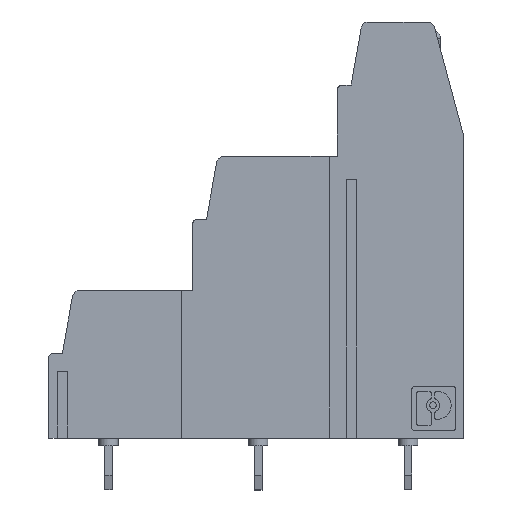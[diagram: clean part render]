
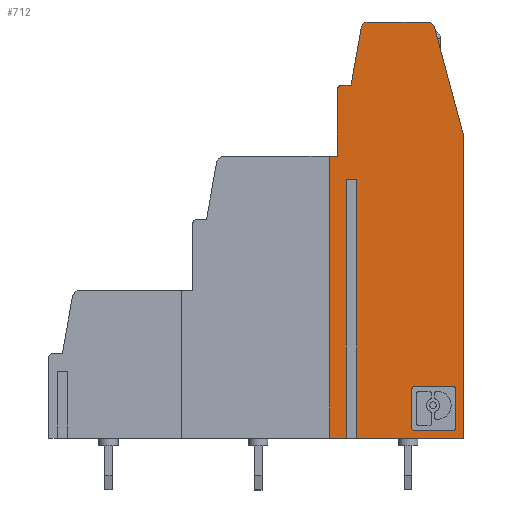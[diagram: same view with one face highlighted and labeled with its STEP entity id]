
A CAD part, top view. The second image highlights one B-rep face of the part: STEP entity #712.
In plain terms, the highlighted planar face has unit normal (0, 0, 1).
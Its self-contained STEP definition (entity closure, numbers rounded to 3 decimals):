
#712=ADVANCED_FACE('',(#1603,#1604),#1605,.T.);
#1603=FACE_OUTER_BOUND('',#2653,.T.);
#1604=FACE_BOUND('',#2654,.T.);
#1605=PLANE('',#2655);
#2653=EDGE_LOOP('',(#4772,#4773,#4774,#4775,#4776,#4777,#4778,#4779,#4780,#4781,#4782,#4783,#4784,#4785,#4786,#4787));
#2654=EDGE_LOOP('',(#4788,#4789,#4790,#4791,#4792,#4793,#4794,#4795));
#2655=AXIS2_PLACEMENT_3D('',#4796,#4797,#4798);
#4772=ORIENTED_EDGE('',*,*,#6951,.F.);
#4773=ORIENTED_EDGE('',*,*,#7054,.F.);
#4774=ORIENTED_EDGE('',*,*,#6272,.F.);
#4775=ORIENTED_EDGE('',*,*,#7055,.F.);
#4776=ORIENTED_EDGE('',*,*,#7056,.T.);
#4777=ORIENTED_EDGE('',*,*,#6523,.F.);
#4778=ORIENTED_EDGE('',*,*,#6264,.F.);
#4779=ORIENTED_EDGE('',*,*,#7057,.F.);
#4780=ORIENTED_EDGE('',*,*,#6584,.T.);
#4781=ORIENTED_EDGE('',*,*,#7058,.T.);
#4782=ORIENTED_EDGE('',*,*,#7059,.F.);
#4783=ORIENTED_EDGE('',*,*,#6848,.T.);
#4784=ORIENTED_EDGE('',*,*,#6430,.F.);
#4785=ORIENTED_EDGE('',*,*,#6867,.F.);
#4786=ORIENTED_EDGE('',*,*,#6907,.T.);
#4787=ORIENTED_EDGE('',*,*,#7060,.T.);
#4788=ORIENTED_EDGE('',*,*,#7061,.F.);
#4789=ORIENTED_EDGE('',*,*,#6740,.F.);
#4790=ORIENTED_EDGE('',*,*,#7062,.F.);
#4791=ORIENTED_EDGE('',*,*,#6970,.F.);
#4792=ORIENTED_EDGE('',*,*,#7063,.F.);
#4793=ORIENTED_EDGE('',*,*,#6444,.F.);
#4794=ORIENTED_EDGE('',*,*,#7064,.F.);
#4795=ORIENTED_EDGE('',*,*,#7065,.F.);
#4796=CARTESIAN_POINT('',(106.814,-62.492,-0.57));
#4797=DIRECTION('',(0.0,0.0,1.0));
#4798=DIRECTION('',(1.0,0.0,0.0));
#6264=EDGE_CURVE('',#7502,#7505,#7506,.T.);
#6272=EDGE_CURVE('',#7519,#7521,#7522,.T.);
#6430=EDGE_CURVE('',#7806,#7801,#7808,.T.);
#6444=EDGE_CURVE('',#7830,#7825,#7832,.T.);
#6523=EDGE_CURVE('',#7505,#7958,#7959,.T.);
#6584=EDGE_CURVE('',#8059,#8060,#8061,.T.);
#6740=EDGE_CURVE('',#8295,#8293,#8297,.T.);
#6848=EDGE_CURVE('',#8459,#7801,#8460,.T.);
#6867=EDGE_CURVE('',#8488,#7806,#8489,.T.);
#6907=EDGE_CURVE('',#8488,#8544,#8545,.T.);
#6951=EDGE_CURVE('',#8611,#8613,#8614,.T.);
#6970=EDGE_CURVE('',#8639,#8637,#8641,.T.);
#7054=EDGE_CURVE('',#7521,#8611,#8746,.T.);
#7055=EDGE_CURVE('',#8747,#7519,#8748,.T.);
#7056=EDGE_CURVE('',#8747,#7958,#8749,.T.);
#7057=EDGE_CURVE('',#8059,#7502,#8750,.T.);
#7058=EDGE_CURVE('',#8060,#8751,#8752,.T.);
#7059=EDGE_CURVE('',#8459,#8751,#8753,.T.);
#7060=EDGE_CURVE('',#8544,#8613,#8754,.T.);
#7061=EDGE_CURVE('',#8293,#8755,#8756,.T.);
#7062=EDGE_CURVE('',#8637,#8295,#8757,.T.);
#7063=EDGE_CURVE('',#7825,#8639,#8758,.T.);
#7064=EDGE_CURVE('',#8759,#7830,#8760,.T.);
#7065=EDGE_CURVE('',#8755,#8759,#8761,.T.);
#7502=VERTEX_POINT('',#9274);
#7505=VERTEX_POINT('',#9278);
#7506=LINE('',#9279,#9280);
#7519=VERTEX_POINT('',#9299);
#7521=VERTEX_POINT('',#9302);
#7522=LINE('',#9303,#9304);
#7801=VERTEX_POINT('',#9686);
#7806=VERTEX_POINT('',#9693);
#7808=LINE('',#9696,#9697);
#7825=VERTEX_POINT('',#9721);
#7830=VERTEX_POINT('',#9727);
#7832=CIRCLE('',#9730,0.211);
#7958=VERTEX_POINT('',#9896);
#7959=LINE('',#9897,#9898);
#8059=VERTEX_POINT('',#10037);
#8060=VERTEX_POINT('',#10038);
#8061=LINE('',#10039,#10040);
#8293=VERTEX_POINT('',#10651);
#8295=VERTEX_POINT('',#10654);
#8297=CIRCLE('',#10657,0.211);
#8459=VERTEX_POINT('',#10883);
#8460=CIRCLE('',#10884,0.5);
#8488=VERTEX_POINT('',#10921);
#8489=LINE('',#10922,#10923);
#8544=VERTEX_POINT('',#11002);
#8545=CIRCLE('',#11003,0.3);
#8611=VERTEX_POINT('',#11100);
#8613=VERTEX_POINT('',#11103);
#8614=LINE('',#11104,#11105);
#8637=VERTEX_POINT('',#11137);
#8639=VERTEX_POINT('',#11140);
#8641=CIRCLE('',#11143,0.211);
#8746=LINE('',#11295,#11296);
#8747=VERTEX_POINT('',#11297);
#8748=LINE('',#11298,#11299);
#8749=LINE('',#11300,#11301);
#8750=LINE('',#11302,#11303);
#8751=VERTEX_POINT('',#11304);
#8752=CIRCLE('',#11305,0.5);
#8753=LINE('',#11306,#11307);
#8754=LINE('',#11308,#11309);
#8755=VERTEX_POINT('',#11310);
#8756=LINE('',#11311,#11312);
#8757=LINE('',#11313,#11314);
#8758=LINE('',#11315,#11316);
#8759=VERTEX_POINT('',#11317);
#8760=LINE('',#11318,#11319);
#8761=CIRCLE('',#11320,0.211);
#9274=CARTESIAN_POINT('',(27.527,0.0,-0.57));
#9278=CARTESIAN_POINT('',(20.164,0.0,-0.57));
#9279=CARTESIAN_POINT('',(27.527,0.0,-0.57));
#9280=VECTOR('',#11892,1.0);
#9299=CARTESIAN_POINT('',(19.75,0.0,-0.57));
#9302=CARTESIAN_POINT('',(18.427,0.0,-0.57));
#9303=CARTESIAN_POINT('',(27.527,0.0,-0.57));
#9304=VECTOR('',#11900,1.0);
#9686=CARTESIAN_POINT('',(20.604,27.787,-0.57));
#9693=CARTESIAN_POINT('',(19.924,23.93,-0.57));
#9696=CARTESIAN_POINT('',(19.924,23.93,-0.57));
#9697=VECTOR('',#12103,1.0);
#9721=CARTESIAN_POINT('',(24.238,0.5,-0.57));
#9727=CARTESIAN_POINT('',(24.027,0.711,-0.57));
#9730=AXIS2_PLACEMENT_3D('',#12116,#12117,#12118);
#9896=CARTESIAN_POINT('',(20.164,17.5,-0.57));
#9897=CARTESIAN_POINT('',(20.164,-62.492,-0.57));
#9898=VECTOR('',#12216,1.0);
#10037=CARTESIAN_POINT('',(27.527,20.549,-0.57));
#10038=CARTESIAN_POINT('',(25.576,27.829,-0.57));
#10039=CARTESIAN_POINT('',(27.527,20.549,-0.57));
#10040=VECTOR('',#12289,1.0);
#10651=CARTESIAN_POINT('',(26.816,3.5,-0.57));
#10654=CARTESIAN_POINT('',(27.027,3.289,-0.57));
#10657=AXIS2_PLACEMENT_3D('',#12479,#12480,#12481);
#10883=CARTESIAN_POINT('',(21.097,28.2,-0.57));
#10884=AXIS2_PLACEMENT_3D('',#12597,#12598,#12599);
#10921=CARTESIAN_POINT('',(19.297,23.93,-0.57));
#10922=CARTESIAN_POINT('',(19.297,23.93,-0.57));
#10923=VECTOR('',#12624,1.0);
#11002=CARTESIAN_POINT('',(18.997,23.63,-0.57));
#11003=AXIS2_PLACEMENT_3D('',#12664,#12665,#12666);
#11100=CARTESIAN_POINT('',(18.427,19.1,-0.57));
#11103=CARTESIAN_POINT('',(18.997,19.1,-0.57));
#11104=CARTESIAN_POINT('',(11.362,19.1,-0.57));
#11105=VECTOR('',#12705,1.0);
#11137=CARTESIAN_POINT('',(27.027,0.711,-0.57));
#11140=CARTESIAN_POINT('',(26.816,0.5,-0.57));
#11143=AXIS2_PLACEMENT_3D('',#12729,#12730,#12731);
#11295=CARTESIAN_POINT('',(18.427,-62.492,-0.57));
#11296=VECTOR('',#12803,1.0);
#11297=CARTESIAN_POINT('',(19.75,17.5,-0.57));
#11298=CARTESIAN_POINT('',(19.75,-62.492,-0.57));
#11299=VECTOR('',#12804,1.0);
#11300=CARTESIAN_POINT('',(106.814,17.5,-0.57));
#11301=VECTOR('',#12805,1.0);
#11302=CARTESIAN_POINT('',(27.527,20.549,-0.57));
#11303=VECTOR('',#12806,1.0);
#11304=CARTESIAN_POINT('',(25.093,28.2,-0.57));
#11305=AXIS2_PLACEMENT_3D('',#12807,#12808,#12809);
#11306=CARTESIAN_POINT('',(21.097,28.2,-0.57));
#11307=VECTOR('',#12810,1.0);
#11308=CARTESIAN_POINT('',(18.997,-62.492,-0.57));
#11309=VECTOR('',#12811,1.0);
#11310=CARTESIAN_POINT('',(24.238,3.5,-0.57));
#11311=CARTESIAN_POINT('',(106.814,3.5,-0.57));
#11312=VECTOR('',#12812,1.0);
#11313=CARTESIAN_POINT('',(27.027,-62.492,-0.57));
#11314=VECTOR('',#12813,1.0);
#11315=CARTESIAN_POINT('',(106.814,0.5,-0.57));
#11316=VECTOR('',#12814,1.0);
#11317=CARTESIAN_POINT('',(24.027,3.289,-0.57));
#11318=CARTESIAN_POINT('',(24.027,-62.492,-0.57));
#11319=VECTOR('',#12815,1.0);
#11320=AXIS2_PLACEMENT_3D('',#12816,#12817,#12818);
#11892=DIRECTION('',(-1.0,0.,0.0));
#11900=DIRECTION('',(-1.0,0.,0.0));
#12103=DIRECTION('',(0.174,0.985,0.0));
#12116=CARTESIAN_POINT('',(24.238,0.711,-0.57));
#12117=DIRECTION('',(0.0,0.0,1.0));
#12118=DIRECTION('',(1.0,0.0,0.0));
#12216=DIRECTION('',(0.0,1.0,0.0));
#12289=DIRECTION('',(-0.259,0.966,0.0));
#12479=CARTESIAN_POINT('',(26.816,3.289,-0.57));
#12480=DIRECTION('',(0.0,0.0,1.0));
#12481=DIRECTION('',(1.0,0.0,0.0));
#12597=CARTESIAN_POINT('',(21.097,27.7,-0.57));
#12598=DIRECTION('',(0.0,0.0,1.0));
#12599=DIRECTION('',(1.0,0.0,0.0));
#12624=DIRECTION('',(1.0,0.0,0.0));
#12664=CARTESIAN_POINT('',(19.297,23.63,-0.57));
#12665=DIRECTION('',(0.0,0.0,1.0));
#12666=DIRECTION('',(1.0,0.0,0.0));
#12705=DIRECTION('',(1.0,0.0,0.0));
#12729=CARTESIAN_POINT('',(26.816,0.711,-0.57));
#12730=DIRECTION('',(0.0,0.0,1.0));
#12731=DIRECTION('',(1.0,0.0,0.0));
#12803=DIRECTION('',(0.0,1.0,0.0));
#12804=DIRECTION('',(0.0,-1.0,0.0));
#12805=DIRECTION('',(1.0,0.0,0.0));
#12806=DIRECTION('',(0.0,-1.0,0.0));
#12807=CARTESIAN_POINT('',(25.093,27.7,-0.57));
#12808=DIRECTION('',(0.0,0.0,1.0));
#12809=DIRECTION('',(1.0,0.0,0.0));
#12810=DIRECTION('',(1.0,0.0,0.0));
#12811=DIRECTION('',(0.0,-1.0,0.0));
#12812=DIRECTION('',(-1.0,0.0,0.0));
#12813=DIRECTION('',(0.0,1.0,0.0));
#12814=DIRECTION('',(1.0,0.0,0.0));
#12815=DIRECTION('',(0.0,-1.0,0.0));
#12816=CARTESIAN_POINT('',(24.238,3.289,-0.57));
#12817=DIRECTION('',(0.0,0.0,1.0));
#12818=DIRECTION('',(1.0,0.0,0.0));
